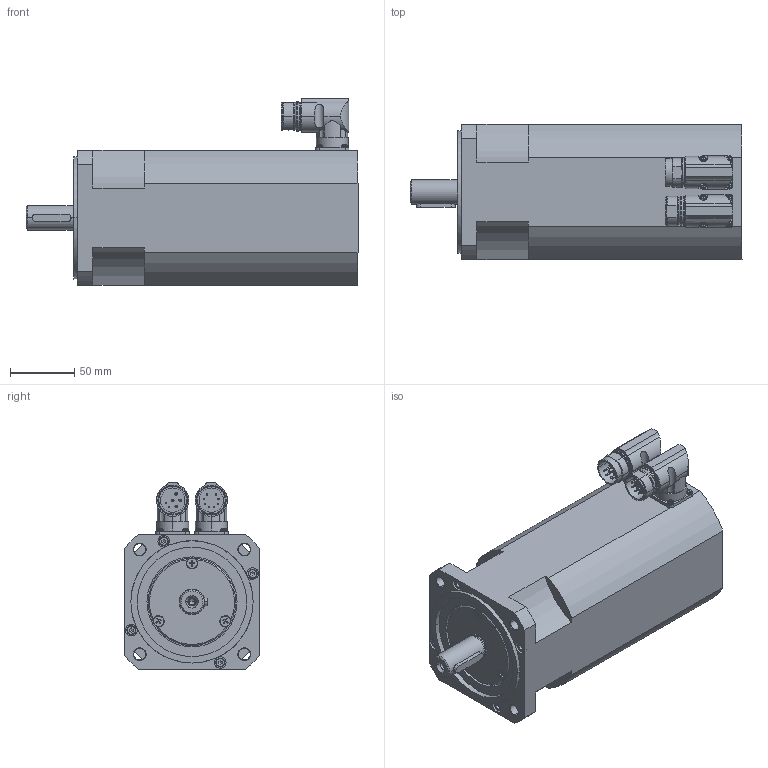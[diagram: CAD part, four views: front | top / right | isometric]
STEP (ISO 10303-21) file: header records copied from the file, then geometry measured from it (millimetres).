
FILE_DESCRIPTION((''),'2;1');
FILE_NAME('ACM2n0320-BR.stp','2005-05-23T14:45:30',(''),(''),'Mechanical Desktop 2005','Mechanical Desktop 2005',', , ');
FILE_SCHEMA(('AUTOMOTIVE_DESIGN { 1 2 10303 214 0 1 1 1 }'));
Length unit declared in the file: millimetre
Products named in the file (2): ACM2N0320-BR; CARCASA
Assembly tree (1 placements, depth 2):
  ACM2N0320-BR
    CARCASA
Bounding box: 258 x 105 x 145.22 mm (x, y, z)
Volume: 2202421.4 mm3; surface area: 127997.5 mm2
Topology: 1 solids, 9 shells, 1139 faces, 2767 edges, 1651 vertices
Faces by surface type: plane 393, cylinder 308, cone 242, torus 152, sphere 32, bspline 12
Entity records: 34773 total; most frequent: CARTESIAN_POINT 7894, DIRECTION 6098, ORIENTED_EDGE 5426, EDGE_CURVE 2713, AXIS2_PLACEMENT_3D 2501, VERTEX_POINT 1651, CIRCLE 1372, EDGE_LOOP 1222
